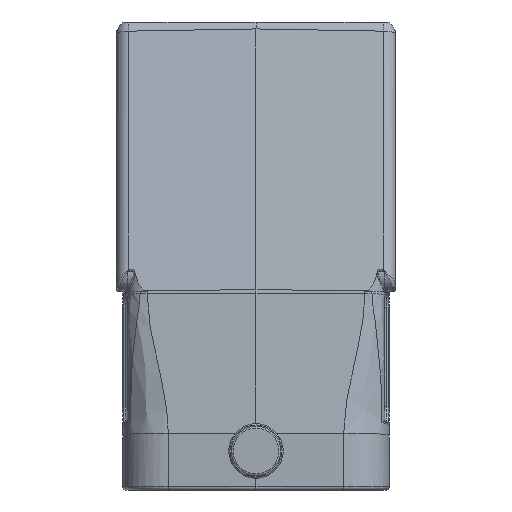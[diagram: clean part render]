
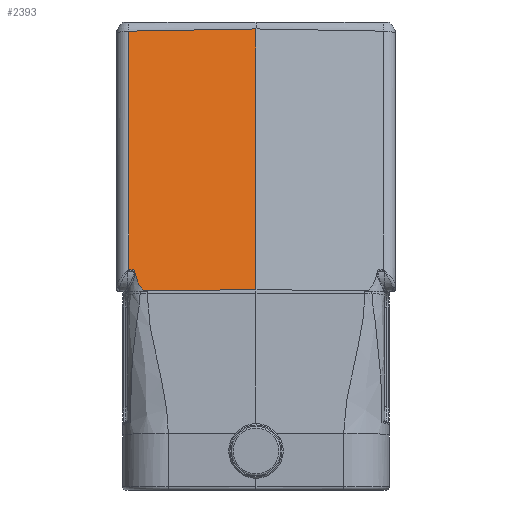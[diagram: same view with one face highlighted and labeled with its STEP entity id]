
A CAD part, left-side view. The second image highlights one B-rep face of the part: STEP entity #2393.
In plain terms, the highlighted planar face has unit normal (-0.982, 0.018, 0.191).
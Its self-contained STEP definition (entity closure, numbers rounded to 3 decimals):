
#1804=FACE_OUTER_BOUND('',#3817,.T.);
#2393=ADVANCED_FACE('',(#1804),#3010,.T.);
#3010=PLANE('',#15382);
#3817=EDGE_LOOP('',(#5032,#5033,#5034,#5035,#5036,#5037,#5038,#5039,#5040));
#5032=ORIENTED_EDGE('',*,*,#9020,.T.);
#5033=ORIENTED_EDGE('',*,*,#9021,.T.);
#5034=ORIENTED_EDGE('',*,*,#9022,.T.);
#5035=ORIENTED_EDGE('',*,*,#9023,.T.);
#5036=ORIENTED_EDGE('',*,*,#9024,.T.);
#5037=ORIENTED_EDGE('',*,*,#8971,.T.);
#5038=ORIENTED_EDGE('',*,*,#9025,.F.);
#5039=ORIENTED_EDGE('',*,*,#8673,.T.);
#5040=ORIENTED_EDGE('',*,*,#9026,.T.);
#7698=VERTEX_POINT('',#20883);
#7703=VERTEX_POINT('',#20893);
#7984=VERTEX_POINT('',#22021);
#7985=VERTEX_POINT('',#22022);
#8020=VERTEX_POINT('',#22190);
#8021=VERTEX_POINT('',#22191);
#8022=VERTEX_POINT('',#22202);
#8023=VERTEX_POINT('',#22207);
#8024=VERTEX_POINT('',#22212);
#8673=EDGE_CURVE('',#7703,#7698,#12275,.T.);
#8971=EDGE_CURVE('',#7984,#7985,#12458,.T.);
#9020=EDGE_CURVE('',#8020,#8021,#12484,.T.);
#9021=EDGE_CURVE('',#8021,#8022,#10546,.T.);
#9022=EDGE_CURVE('',#8022,#8023,#10547,.T.);
#9023=EDGE_CURVE('',#8023,#8024,#10548,.T.);
#9024=EDGE_CURVE('',#8024,#7984,#10549,.T.);
#9025=EDGE_CURVE('',#7703,#7985,#12485,.T.);
#9026=EDGE_CURVE('',#7698,#8020,#12486,.T.);
#10546=B_SPLINE_CURVE_WITH_KNOTS('',3,(#22192,#22193,#22194,#22195,#22196,
#22197,#22198,#22199,#22200,#22201),.UNSPECIFIED.,.F.,.F.,(4,3,3,4),(0.,
0.054,0.273,1.),.UNSPECIFIED.);
#10547=B_SPLINE_CURVE_WITH_KNOTS('',3,(#22203,#22204,#22205,#22206),
 .UNSPECIFIED.,.F.,.F.,(4,4),(0.,1.),.UNSPECIFIED.);
#10548=B_SPLINE_CURVE_WITH_KNOTS('',3,(#22208,#22209,#22210,#22211),
 .UNSPECIFIED.,.F.,.F.,(4,4),(0.,1.),.UNSPECIFIED.);
#10549=B_SPLINE_CURVE_WITH_KNOTS('',3,(#22213,#22214,#22215,#22216,#22217,
#22218),.UNSPECIFIED.,.F.,.F.,(4,2,4),(0.,0.5,1.),.UNSPECIFIED.);
#12275=LINE('',#20895,#13187);
#12458=LINE('',#22020,#13370);
#12484=LINE('',#22189,#13396);
#12485=LINE('',#22219,#13397);
#12486=LINE('',#22220,#13398);
#13187=VECTOR('',#16509,1.);
#13370=VECTOR('',#16878,1.);
#13396=VECTOR('',#16948,1.);
#13397=VECTOR('',#16949,1.);
#13398=VECTOR('',#16950,1.);
#15382=AXIS2_PLACEMENT_3D('',#22221,#16951,#16952);
#16509=DIRECTION('',(0.014,1.,-0.017));
#16878=DIRECTION('',(-0.017,-1.,0.003));
#16948=DIRECTION('',(0.01,-0.99,0.141));
#16949=DIRECTION('',(-0.191,0.,-0.982));
#16950=DIRECTION('',(-0.191,0.,-0.982));
#16951=DIRECTION('',(-0.981,0.017,0.191));
#16952=DIRECTION('',(0.191,0.,0.982));
#20883=CARTESIAN_POINT('',(-49.716,20.535,64.873));
#20893=CARTESIAN_POINT('',(-50.012,0.,65.232));
#20895=CARTESIAN_POINT('',(-50.003,0.617,65.221));
#22020=CARTESIAN_POINT('',(-58.195,0.,23.134));
#22021=CARTESIAN_POINT('',(-57.884,18.118,23.074));
#22022=CARTESIAN_POINT('',(-58.195,0.,23.134));
#22189=CARTESIAN_POINT('',(-57.014,0.868,29.127));
#22190=CARTESIAN_POINT('',(-57.211,20.535,26.317));
#22191=CARTESIAN_POINT('',(-57.204,19.797,26.423));
#22192=CARTESIAN_POINT('',(-57.204,19.797,26.423));
#22193=CARTESIAN_POINT('',(-57.204,19.796,26.422));
#22194=CARTESIAN_POINT('',(-57.204,19.795,26.421));
#22195=CARTESIAN_POINT('',(-57.204,19.794,26.42));
#22196=CARTESIAN_POINT('',(-57.205,19.789,26.416));
#22197=CARTESIAN_POINT('',(-57.206,19.784,26.412));
#22198=CARTESIAN_POINT('',(-57.207,19.78,26.408));
#22199=CARTESIAN_POINT('',(-57.209,19.764,26.396));
#22200=CARTESIAN_POINT('',(-57.212,19.75,26.382));
#22201=CARTESIAN_POINT('',(-57.215,19.736,26.367));
#22202=CARTESIAN_POINT('',(-57.215,19.736,26.367));
#22203=CARTESIAN_POINT('',(-57.215,19.736,26.367));
#22204=CARTESIAN_POINT('',(-57.23,19.673,26.299));
#22205=CARTESIAN_POINT('',(-57.248,19.647,26.208));
#22206=CARTESIAN_POINT('',(-57.265,19.619,26.121));
#22207=CARTESIAN_POINT('',(-57.265,19.619,26.121));
#22208=CARTESIAN_POINT('',(-57.265,19.619,26.121));
#22209=CARTESIAN_POINT('',(-57.276,19.601,26.068));
#22210=CARTESIAN_POINT('',(-57.287,19.585,26.014));
#22211=CARTESIAN_POINT('',(-57.298,19.57,25.96));
#22212=CARTESIAN_POINT('',(-57.298,19.57,25.96));
#22213=CARTESIAN_POINT('',(-57.298,19.57,25.96));
#22214=CARTESIAN_POINT('',(-57.402,19.428,25.433));
#22215=CARTESIAN_POINT('',(-57.507,19.265,24.909));
#22216=CARTESIAN_POINT('',(-57.71,18.834,23.905));
#22217=CARTESIAN_POINT('',(-57.814,18.577,23.391));
#22218=CARTESIAN_POINT('',(-57.884,18.118,23.074));
#22219=CARTESIAN_POINT('',(-58.195,0.,23.134));
#22220=CARTESIAN_POINT('',(-57.843,20.535,23.065));
#22221=CARTESIAN_POINT('',(-58.195,0.,23.134));
